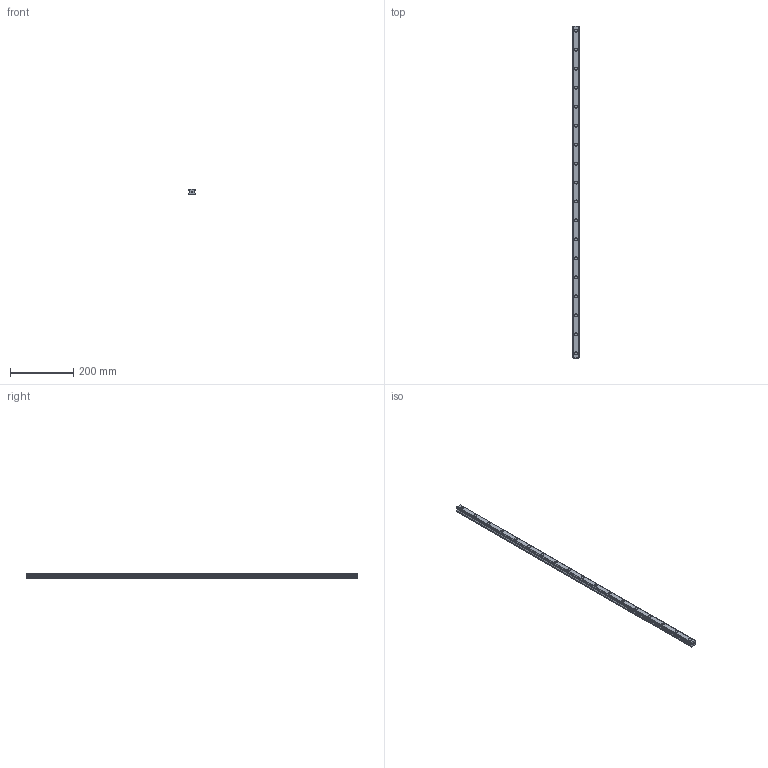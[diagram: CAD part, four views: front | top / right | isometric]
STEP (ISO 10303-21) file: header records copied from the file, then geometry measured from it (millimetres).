
FILE_DESCRIPTION(('STEP AP214'),'1');
FILE_NAME('cctmp_1AACCA03-C29F-4803-9825-FF8D56338461_2020_5_18_13_46_18_764..stp','2020-05-18T11:46:18',('HIWIN GmbH'),('CADClick - www.CADClick.com'),'Spatial InterOp 3D',' ','unknown authorization');
FILE_SCHEMA(('AUTOMOTIVE_DESIGN'));
Length unit declared in the file: millimetre
Products named in the file (1): HGR20R1050H_FILE
Bounding box: 20 x 1050 x 17.5 mm (x, y, z)
Volume: 299787.4 mm3; surface area: 89666.3 mm2
Topology: 1 solids, 1 shells, 269 faces, 627 edges, 418 vertices
Faces by surface type: plane 139, cylinder 130
Entity records: 9937 total; most frequent: DIRECTION 1427, CARTESIAN_POINT 1315, ORIENTED_EDGE 1254, EDGE_CURVE 627, AXIS2_PLACEMENT_3D 530, VERTEX_POINT 418, LINE 367, VECTOR 367
